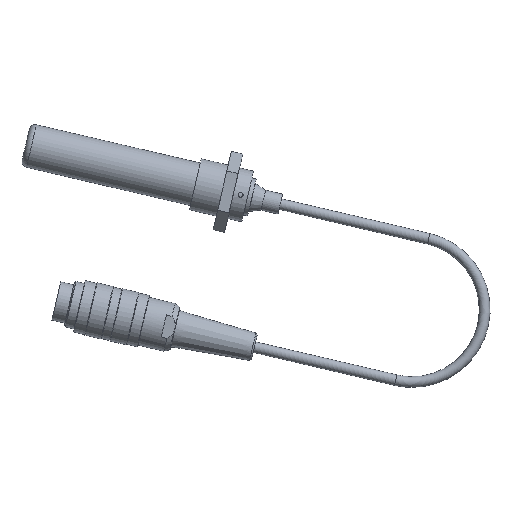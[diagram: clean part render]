
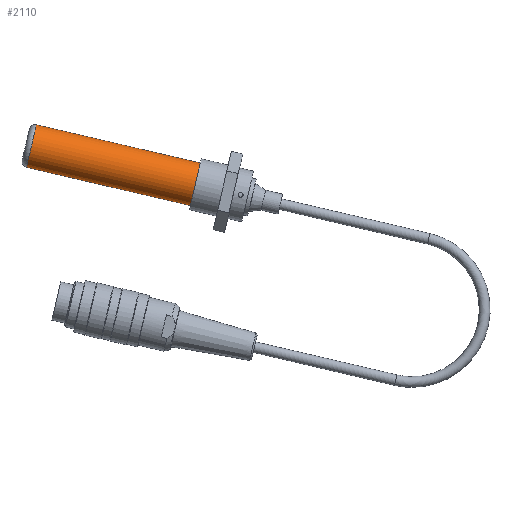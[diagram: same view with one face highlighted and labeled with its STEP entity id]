
A CAD part, top view. The second image highlights one B-rep face of the part: STEP entity #2110.
In plain terms, the highlighted cylindrical face has radius 7.5 mm (diameter 15 mm), a full revolution.
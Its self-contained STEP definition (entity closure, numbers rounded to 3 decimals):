
#402=FACE_BOUND('',#731,.T.);
#537=FACE_OUTER_BOUND('',#730,.T.);
#730=EDGE_LOOP('',(#1735));
#731=EDGE_LOOP('',(#1736));
#883=CIRCLE('',#2368,7.5);
#885=CIRCLE('',#2371,7.5);
#1051=VERTEX_POINT('',#3729);
#1053=VERTEX_POINT('',#3734);
#1288=EDGE_CURVE('',#1051,#1051,#883,.T.);
#1290=EDGE_CURVE('',#1053,#1053,#885,.T.);
#1735=ORIENTED_EDGE('',*,*,#1290,.T.);
#1736=ORIENTED_EDGE('',*,*,#1288,.F.);
#1844=CYLINDRICAL_SURFACE('',#2370,7.5);
#2110=ADVANCED_FACE('',(#537,#402),#1844,.T.);
#2368=AXIS2_PLACEMENT_3D('',#3730,#2919,#2920);
#2370=AXIS2_PLACEMENT_3D('',#3733,#2923,#2924);
#2371=AXIS2_PLACEMENT_3D('',#3735,#2925,#2926);
#2919=DIRECTION('center_axis',(-0.974,0.227,0.));
#2920=DIRECTION('ref_axis',(0.,0.,
1.));
#2923=DIRECTION('center_axis',(-0.974,0.227,0.));
#2924=DIRECTION('ref_axis',(0.,0.,
-1.));
#2925=DIRECTION('center_axis',(-0.974,0.227,0.));
#2926=DIRECTION('ref_axis',(0.227,0.974,0.));
#3729=CARTESIAN_POINT('',(-254.983,97.465,-0.947));
#3730=CARTESIAN_POINT('Origin',(-254.983,97.465,6.553));
#3733=CARTESIAN_POINT('Origin',(-227.716,91.101,6.553));
#3734=CARTESIAN_POINT('',(-198.502,84.282,-0.947));
#3735=CARTESIAN_POINT('Origin',(-198.502,84.282,6.553));
